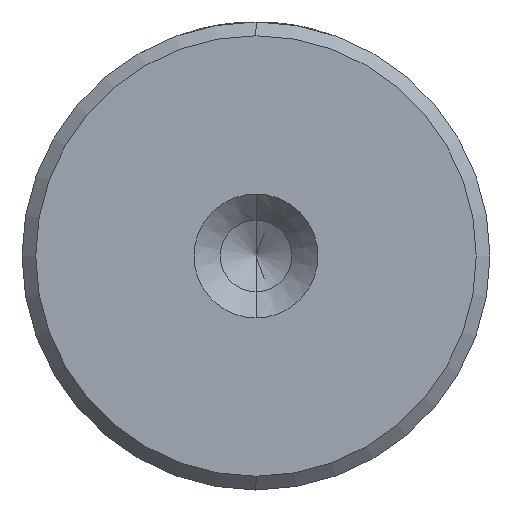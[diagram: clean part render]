
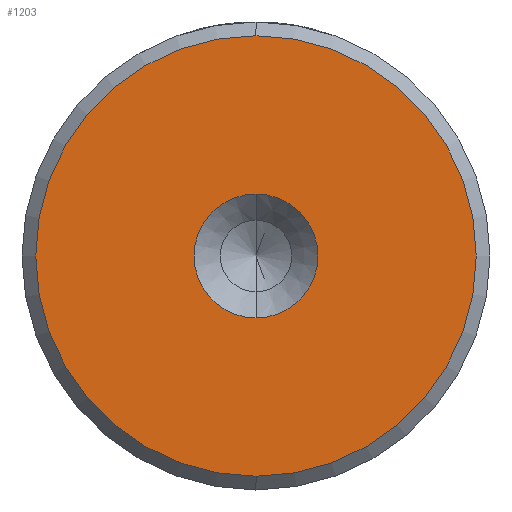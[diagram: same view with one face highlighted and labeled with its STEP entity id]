
A CAD part, left-side view. The second image highlights one B-rep face of the part: STEP entity #1203.
In plain terms, the highlighted planar face has unit normal (-1, 0, 0).
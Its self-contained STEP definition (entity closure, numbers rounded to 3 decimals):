
#44 = CIRCLE ( 'NONE', #2066, 2.25 ) ;
#158 = FACE_BOUND ( 'NONE', #531, .T. ) ;
#423 = CIRCLE ( 'NONE', #2389, 8. ) ;
#499 = AXIS2_PLACEMENT_3D ( 'NONE', #544, #1867, #730 ) ;
#530 = CARTESIAN_POINT ( 'NONE',  ( 0., 0., 0. ) ) ;
#531 = EDGE_LOOP ( 'NONE', ( #1977, #922 ) ) ;
#544 = CARTESIAN_POINT ( 'NONE',  ( 0., 0., 0. ) ) ;
#564 = VERTEX_POINT ( 'NONE', #1138 ) ;
#656 = DIRECTION ( 'NONE',  ( -1., 0., 0. ) ) ;
#676 = DIRECTION ( 'NONE',  ( -1., 0., 0. ) ) ;
#724 = VERTEX_POINT ( 'NONE', #1936 ) ;
#730 = DIRECTION ( 'NONE',  ( 0., 0., 1. ) ) ;
#783 = EDGE_CURVE ( 'NONE', #2343, #564, #1390, .T. ) ;
#830 = CARTESIAN_POINT ( 'NONE',  ( 0., 0., 0. ) ) ;
#922 = ORIENTED_EDGE ( 'NONE', *, *, #783, .F. ) ;
#1016 = DIRECTION ( 'NONE',  ( 0., 0., 1. ) ) ;
#1102 = DIRECTION ( 'NONE',  ( -1., 0., 0. ) ) ;
#1138 = CARTESIAN_POINT ( 'NONE',  ( 0., 0., 2.25 ) ) ;
#1157 = DIRECTION ( 'NONE',  ( 0., 0., 1. ) ) ;
#1203 = ADVANCED_FACE ( 'NONE', ( #1679, #158 ), #1663, .T. ) ;
#1212 = ORIENTED_EDGE ( 'NONE', *, *, #2409, .T. ) ;
#1291 = CIRCLE ( 'NONE', #499, 8. ) ;
#1390 = CIRCLE ( 'NONE', #2451, 2.25 ) ;
#1540 = EDGE_CURVE ( 'NONE', #564, #2343, #44, .T. ) ;
#1663 = PLANE ( 'NONE',  #2001 ) ;
#1679 = FACE_OUTER_BOUND ( 'NONE', #2248, .T. ) ;
#1788 = CARTESIAN_POINT ( 'NONE',  ( 0., 0., 0. ) ) ;
#1798 = EDGE_CURVE ( 'NONE', #724, #2246, #423, .T. ) ;
#1811 = CARTESIAN_POINT ( 'NONE',  ( 0., 0., 0. ) ) ;
#1867 = DIRECTION ( 'NONE',  ( -1., 0., 0. ) ) ;
#1936 = CARTESIAN_POINT ( 'NONE',  ( 0., 0., -8. ) ) ;
#1952 = ORIENTED_EDGE ( 'NONE', *, *, #1798, .T. ) ;
#1977 = ORIENTED_EDGE ( 'NONE', *, *, #1540, .F. ) ;
#1990 = DIRECTION ( 'NONE',  ( 0., 0., 1. ) ) ;
#2001 = AXIS2_PLACEMENT_3D ( 'NONE', #530, #1102, #2398 ) ;
#2012 = CARTESIAN_POINT ( 'NONE',  ( 0., 0., -2.25 ) ) ;
#2066 = AXIS2_PLACEMENT_3D ( 'NONE', #1788, #656, #1157 ) ;
#2135 = CARTESIAN_POINT ( 'NONE',  ( 0., 0., 8. ) ) ;
#2138 = DIRECTION ( 'NONE',  ( -1., 0., 0. ) ) ;
#2246 = VERTEX_POINT ( 'NONE', #2135 ) ;
#2248 = EDGE_LOOP ( 'NONE', ( #1952, #1212 ) ) ;
#2343 = VERTEX_POINT ( 'NONE', #2012 ) ;
#2389 = AXIS2_PLACEMENT_3D ( 'NONE', #1811, #676, #1990 ) ;
#2398 = DIRECTION ( 'NONE',  ( 0., 0., 1. ) ) ;
#2409 = EDGE_CURVE ( 'NONE', #2246, #724, #1291, .T. ) ;
#2451 = AXIS2_PLACEMENT_3D ( 'NONE', #830, #2138, #1016 ) ;
